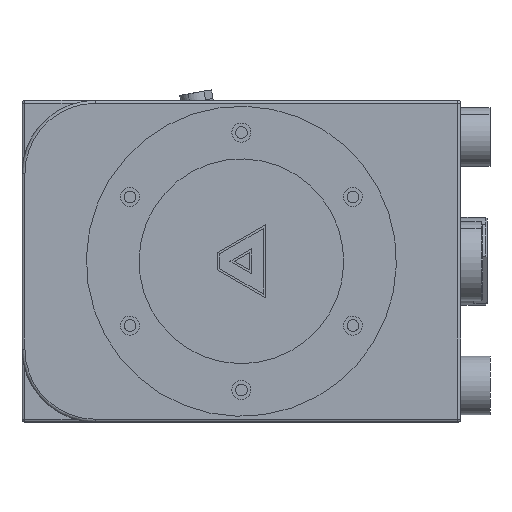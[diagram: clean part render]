
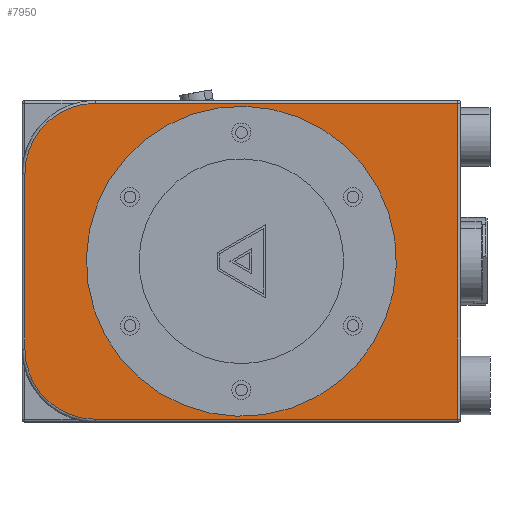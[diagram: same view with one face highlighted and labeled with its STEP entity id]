
A CAD part, left-side view. The second image highlights one B-rep face of the part: STEP entity #7950.
In plain terms, the highlighted planar face has unit normal (-1, 0, 0).
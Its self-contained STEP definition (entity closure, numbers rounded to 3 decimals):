
#379 = DIRECTION ( 'NONE',  ( 0., 0., 1. ) ) ;
#2442 = ORIENTED_EDGE ( 'NONE', *, *, #30998, .T. ) ;
#4048 = LINE ( 'NONE', #20964, #22454 ) ;
#5071 = DIRECTION ( 'NONE',  ( 0., 0., -1. ) ) ;
#5540 = LINE ( 'NONE', #32779, #5937 ) ;
#5615 = VERTEX_POINT ( 'NONE', #25589 ) ;
#5937 = VECTOR ( 'NONE', #17209, 1000. ) ;
#6041 = CIRCLE ( 'NONE', #42358, 48. ) ;
#6477 = EDGE_CURVE ( 'NONE', #15629, #29252, #16980, .T. ) ;
#6946 = ORIENTED_EDGE ( 'NONE', *, *, #47681, .T. ) ;
#7815 = CARTESIAN_POINT ( 'NONE',  ( -78., 100., -108. ) ) ;
#7950 = ADVANCED_FACE ( 'NONE', ( #48073, #41991 ), #24807, .F. ) ;
#8865 = LINE ( 'NONE', #12830, #12525 ) ;
#9871 = DIRECTION ( 'NONE',  ( 0., 0., -1. ) ) ;
#10324 = VERTEX_POINT ( 'NONE', #20869 ) ;
#11246 = ORIENTED_EDGE ( 'NONE', *, *, #17356, .T. ) ;
#11370 = DIRECTION ( 'NONE',  ( 0., 1., 0. ) ) ;
#12525 = VECTOR ( 'NONE', #379, 1000. ) ;
#12830 = CARTESIAN_POINT ( 'NONE',  ( -78., -148., 110. ) ) ;
#13059 = AXIS2_PLACEMENT_3D ( 'NONE', #13971, #17160, #30087 ) ;
#13203 = VERTEX_POINT ( 'NONE', #29457 ) ;
#13971 = CARTESIAN_POINT ( 'NONE',  ( -78., 0., 0. ) ) ;
#14176 = ORIENTED_EDGE ( 'NONE', *, *, #41300, .T. ) ;
#15030 = EDGE_LOOP ( 'NONE', ( #42191, #16492, #43804, #11246, #14176, #6946 ) ) ;
#15490 = VERTEX_POINT ( 'NONE', #45988 ) ;
#15629 = VERTEX_POINT ( 'NONE', #36416 ) ;
#16324 = CARTESIAN_POINT ( 'NONE',  ( -78., 0., 0. ) ) ;
#16435 = ORIENTED_EDGE ( 'NONE', *, *, #6477, .T. ) ;
#16492 = ORIENTED_EDGE ( 'NONE', *, *, #29133, .T. ) ;
#16740 = DIRECTION ( 'NONE',  ( 1., 0., 0. ) ) ;
#16818 = DIRECTION ( 'NONE',  ( 1., 0., 0. ) ) ;
#16935 = CARTESIAN_POINT ( 'NONE',  ( -78., 0., 104.8 ) ) ;
#16980 = CIRCLE ( 'NONE', #39730, 104.8 ) ;
#17160 = DIRECTION ( 'NONE',  ( 1., 0., 0. ) ) ;
#17209 = DIRECTION ( 'NONE',  ( 0., -1., 0. ) ) ;
#17356 = EDGE_CURVE ( 'NONE', #15490, #5615, #8865, .T. ) ;
#18080 = CARTESIAN_POINT ( 'NONE',  ( -78., 100., 60. ) ) ;
#19307 = LINE ( 'NONE', #43869, #31181 ) ;
#20560 = AXIS2_PLACEMENT_3D ( 'NONE', #23873, #16740, #28881 ) ;
#20869 = CARTESIAN_POINT ( 'NONE',  ( -78., 100., 108. ) ) ;
#20964 = CARTESIAN_POINT ( 'NONE',  ( -78., 148., -110. ) ) ;
#22454 = VECTOR ( 'NONE', #5071, 1000. ) ;
#23071 = EDGE_CURVE ( 'NONE', #28311, #15490, #5540, .T. ) ;
#23873 = CARTESIAN_POINT ( 'NONE',  ( -78., 0., 0. ) ) ;
#24807 = PLANE ( 'NONE',  #13059 ) ;
#25589 = CARTESIAN_POINT ( 'NONE',  ( -78., -148., 108. ) ) ;
#28153 = CIRCLE ( 'NONE', #49231, 48. ) ;
#28311 = VERTEX_POINT ( 'NONE', #7815 ) ;
#28881 = DIRECTION ( 'NONE',  ( 0., 0., -1. ) ) ;
#29133 = EDGE_CURVE ( 'NONE', #13203, #28311, #6041, .T. ) ;
#29203 = EDGE_LOOP ( 'NONE', ( #2442, #16435 ) ) ;
#29252 = VERTEX_POINT ( 'NONE', #16935 ) ;
#29457 = CARTESIAN_POINT ( 'NONE',  ( -78., 148., -60. ) ) ;
#30087 = DIRECTION ( 'NONE',  ( 0., 0., -1. ) ) ;
#30656 = CIRCLE ( 'NONE', #20560, 104.8 ) ;
#30998 = EDGE_CURVE ( 'NONE', #29252, #15629, #30656, .T. ) ;
#31181 = VECTOR ( 'NONE', #11370, 1000. ) ;
#32753 = VERTEX_POINT ( 'NONE', #44443 ) ;
#32779 = CARTESIAN_POINT ( 'NONE',  ( -78., -150., -108. ) ) ;
#33625 = EDGE_CURVE ( 'NONE', #32753, #13203, #4048, .T. ) ;
#35713 = DIRECTION ( 'NONE',  ( -1., 0., 0. ) ) ;
#36416 = CARTESIAN_POINT ( 'NONE',  ( -78., 0., -104.8 ) ) ;
#39730 = AXIS2_PLACEMENT_3D ( 'NONE', #16324, #16818, #40619 ) ;
#40471 = CARTESIAN_POINT ( 'NONE',  ( -78., 100., -60. ) ) ;
#40619 = DIRECTION ( 'NONE',  ( 0., 0., -1. ) ) ;
#41300 = EDGE_CURVE ( 'NONE', #5615, #10324, #19307, .T. ) ;
#41991 = FACE_BOUND ( 'NONE', #29203, .T. ) ;
#42191 = ORIENTED_EDGE ( 'NONE', *, *, #33625, .T. ) ;
#42358 = AXIS2_PLACEMENT_3D ( 'NONE', #40471, #35713, #51845 ) ;
#43804 = ORIENTED_EDGE ( 'NONE', *, *, #23071, .T. ) ;
#43869 = CARTESIAN_POINT ( 'NONE',  ( -78., 150., 108. ) ) ;
#44443 = CARTESIAN_POINT ( 'NONE',  ( -78., 148., 60. ) ) ;
#45988 = CARTESIAN_POINT ( 'NONE',  ( -78., -148., -108. ) ) ;
#47681 = EDGE_CURVE ( 'NONE', #10324, #32753, #28153, .T. ) ;
#48073 = FACE_OUTER_BOUND ( 'NONE', #15030, .T. ) ;
#49231 = AXIS2_PLACEMENT_3D ( 'NONE', #18080, #50055, #9871 ) ;
#50055 = DIRECTION ( 'NONE',  ( -1., 0., 0. ) ) ;
#51845 = DIRECTION ( 'NONE',  ( 0., 0., -1. ) ) ;
